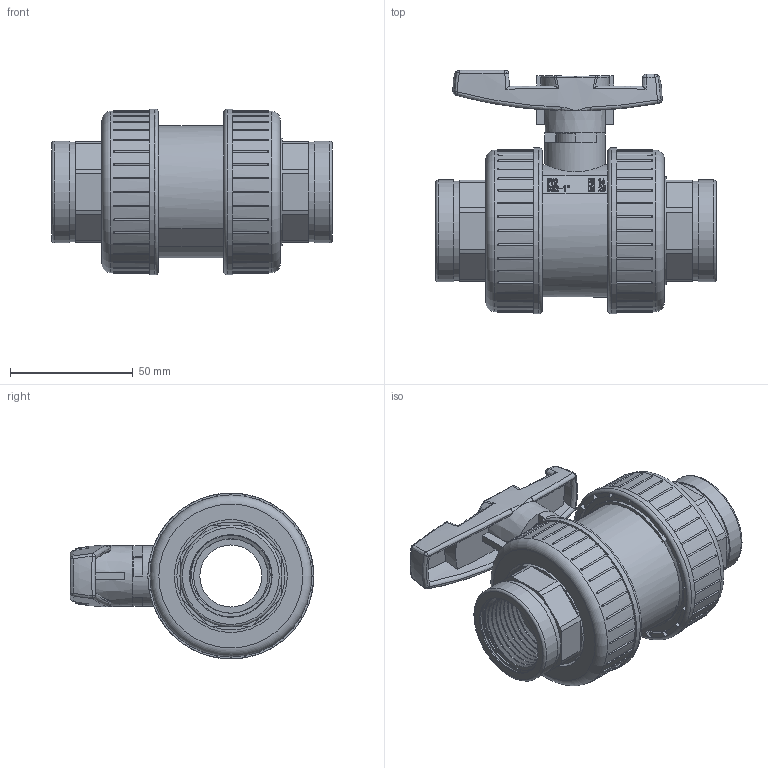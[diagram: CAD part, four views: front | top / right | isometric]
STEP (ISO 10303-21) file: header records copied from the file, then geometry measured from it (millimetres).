
FILE_DESCRIPTION(/* description */ (''),/* implementation_level */ '2;1');
FILE_NAME(/* name */ 'AKX972.000.032.step',/* time_stamp */ '2025-12-30T13:55:00+01:00',/* author */ (''),/* organization */ (''),/* preprocessor_version */ 'ST-DEVELOPER v20.1',/* originating_system */ 'Autodesk Translation Framework v14.21.0.0',/* authorisation */ '');
FILE_SCHEMA (('AUTOMOTIVE_DESIGN { 1 0 10303 214 3 1 1 }'));
Products named in the file (1): 2025-12-30-12-42-13-896
Bounding box: 114.36 x 99.36 x 67.68 mm (x, y, z)
Volume: 207593.2 mm3; surface area: 115313.3 mm2
Topology: 18 solids, 18 shells, 1180 faces, 3256 edges, 2127 vertices
Faces by surface type: plane 543, cylinder 294, bspline 191, sphere 85, torus 60, cone 7
Full cylindrical faces by diameter (mm): 1.721 x1, 2.295 x1, 12.24 x4, 15.12 x3, 15.84 x1, 16.56 x2, 18 x1, 24.578 x1, 25.3 x2, 27.36 x1, 28.08 x2, 28.8 x2, 30.291 x16, 32.544 x3, 33.12 x1, 33.249 x16, 33.7 x2, 33.84 x3, 36 x2, 36.432 x3, 36.72 x1, 39.96 x1, 40.421 x3, 40.5 x4, 41.5 x2, 42.768 x3, 44 x2, 44.28 x1, 46.08 x2, 46.8 x1
Entity records: 65731 total; most frequent: CARTESIAN_POINT 36577, ORIENTED_EDGE 6414, DIRECTION 5660, EDGE_CURVE 3207, VERTEX_POINT 2127, AXIS2_PLACEMENT_3D 2110, LINE 1440, VECTOR 1440
